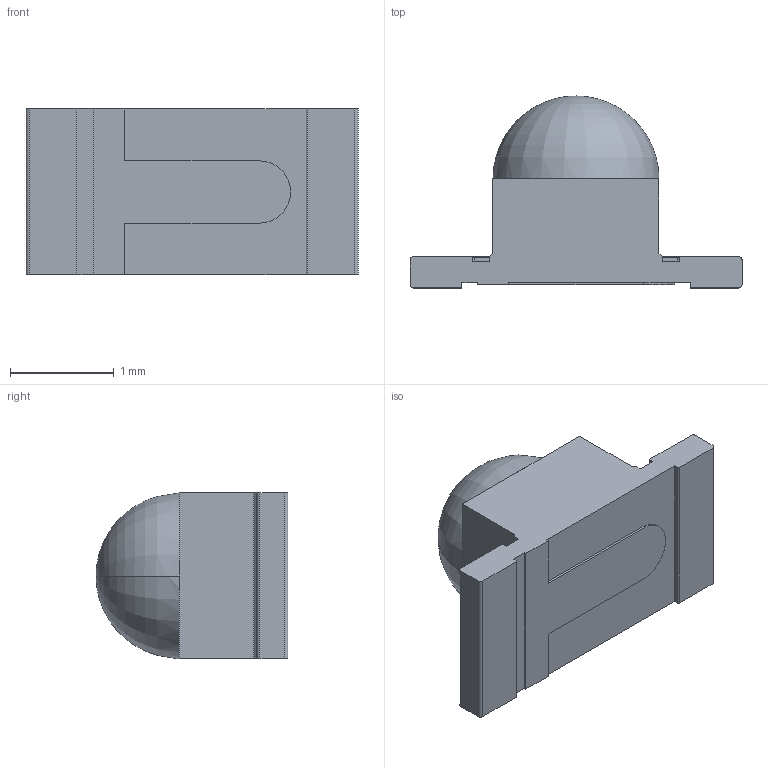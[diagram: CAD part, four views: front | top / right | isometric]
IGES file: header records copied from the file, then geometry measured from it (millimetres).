
Start section:  PTC IGES file: 5w_202208.igs
Global section: file name: 5w_202208.igs; native system: Creo Parametric by PTC Inc.; preprocessor: 2017480; author: STJ945188; organization: Unknown; date: 20220810.173203; units: millimetre
Bounding box: 3.2 x 1.85 x 1.6 mm (x, y, z)
Surface area: 20.1 mm2 (no closed solid volume)
Topology: 0 solids, 0 shells, 67 faces, 358 edges, 356 vertices
Faces by surface type: bspline 42, revolution 25
